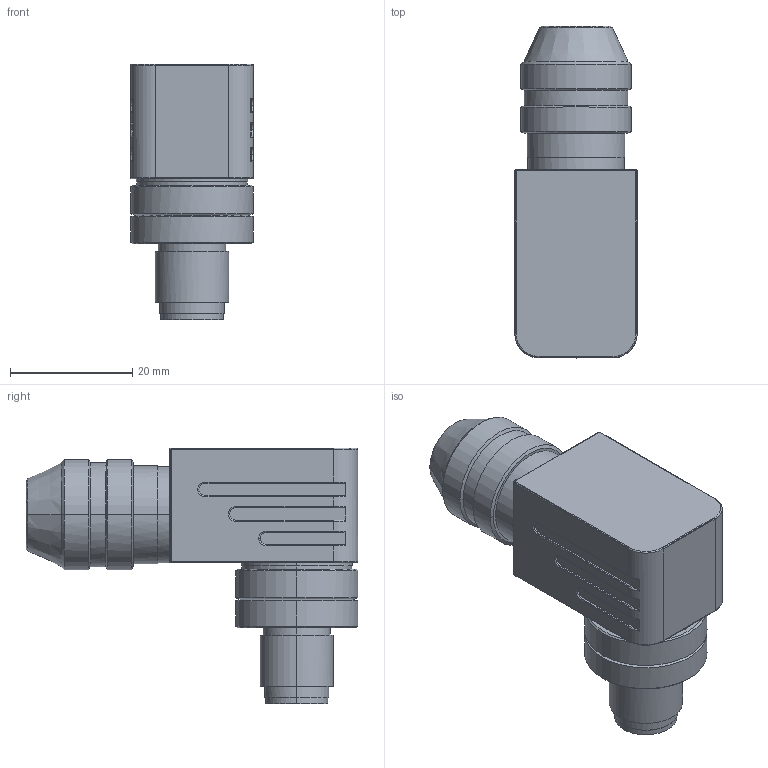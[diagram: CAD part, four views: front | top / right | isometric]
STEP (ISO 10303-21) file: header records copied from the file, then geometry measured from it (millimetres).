
FILE_DESCRIPTION(('CATIA V5 STEP Exchange','CAx-IF Rec.Pracs.--- Model Styling and Organization---1.4--- 2014-01-23'),'2;1');
FILE_NAME ('022239-4_0', '2020-11-05T12:41:24+00:00', ('none'), ('Weidmueller'), 'CATIA Version 5-6 Release 2016 SP3 HF44', 'CATIA V5 STEP AP214', 'none');
FILE_SCHEMA(('AUTOMOTIVE_DESIGN { 1 0 10303 214 1 1 1 1 }'));
Length unit declared in the file: millimetre
Products named in the file (1): 1803940000
Bounding box: 20 x 54.25 x 41.8 mm (x, y, z)
Volume: 19736.5 mm3; surface area: 7492.7 mm2
Topology: 3 solids, 3 shells, 240 faces, 613 edges, 370 vertices
Faces by surface type: cylinder 116, plane 54, torus 28, cone 20, sphere 14, bspline 8
Entity records: 7514 total; most frequent: CARTESIAN_POINT 2168, ORIENTED_EDGE 1174, DIRECTION 925, EDGE_CURVE 577, AXIS2_PLACEMENT_3D 482, VERTEX_POINT 360, EDGE_LOOP 267, CIRCLE 262
